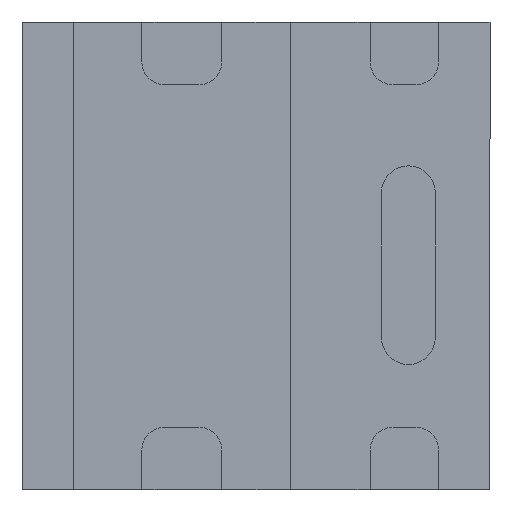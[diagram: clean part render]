
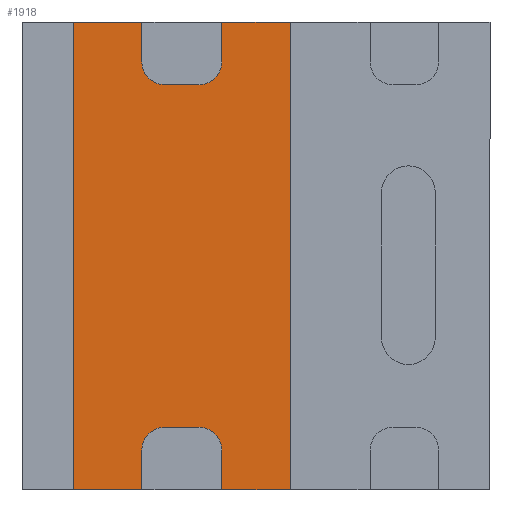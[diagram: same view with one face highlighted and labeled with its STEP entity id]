
A CAD part, front view. The second image highlights one B-rep face of the part: STEP entity #1918.
In plain terms, the highlighted planar face has unit normal (0, -1, 0).
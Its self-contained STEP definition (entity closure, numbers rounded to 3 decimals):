
#72 = CIRCLE ( 'NONE', #2908, 0.1 ) ;
#83 = EDGE_CURVE ( 'NONE', #1917, #2949, #231, .T. ) ;
#140 = DIRECTION ( 'NONE',  ( 0., 0., -1. ) ) ;
#157 = ORIENTED_EDGE ( 'NONE', *, *, #83, .T. ) ;
#179 = VERTEX_POINT ( 'NONE', #1365 ) ;
#184 = LINE ( 'NONE', #946, #833 ) ;
#231 = LINE ( 'NONE', #1088, #1034 ) ;
#232 = CARTESIAN_POINT ( 'NONE',  ( -0.4, -0.025, -0.75 ) ) ;
#281 = VECTOR ( 'NONE', #2289, 1000. ) ;
#320 = CARTESIAN_POINT ( 'NONE',  ( -0.15, -0.025, 0.85 ) ) ;
#330 = ORIENTED_EDGE ( 'NONE', *, *, #3146, .T. ) ;
#335 = LINE ( 'NONE', #654, #2454 ) ;
#356 = EDGE_CURVE ( 'NONE', #2307, #390, #184, .T. ) ;
#378 = CARTESIAN_POINT ( 'NONE',  ( -0.15, -0.025, 1.025 ) ) ;
#390 = VERTEX_POINT ( 'NONE', #3210 ) ;
#400 = EDGE_CURVE ( 'NONE', #626, #814, #335, .T. ) ;
#416 = CARTESIAN_POINT ( 'NONE',  ( -0.4, -0.025, 0.85 ) ) ;
#444 = EDGE_CURVE ( 'NONE', #2271, #2469, #1148, .T. ) ;
#488 = CARTESIAN_POINT ( 'NONE',  ( -0.8, -0.025, 1.025 ) ) ;
#504 = EDGE_CURVE ( 'NONE', #390, #2554, #2796, .T. ) ;
#554 = DIRECTION ( 'NONE',  ( 0., 0., 1. ) ) ;
#590 = ORIENTED_EDGE ( 'NONE', *, *, #444, .T. ) ;
#602 = DIRECTION ( 'NONE',  ( 1., 0., 0. ) ) ;
#604 = CARTESIAN_POINT ( 'NONE',  ( -0.8, -0.025, 1.025 ) ) ;
#616 = DIRECTION ( 'NONE',  ( 0., 1., 0. ) ) ;
#619 = ORIENTED_EDGE ( 'NONE', *, *, #1271, .T. ) ;
#620 = DIRECTION ( 'NONE',  ( 1., 0., 0. ) ) ;
#626 = VERTEX_POINT ( 'NONE', #2396 ) ;
#654 = CARTESIAN_POINT ( 'NONE',  ( -0.5, -0.025, -1.025 ) ) ;
#659 = LINE ( 'NONE', #1334, #1280 ) ;
#664 = LINE ( 'NONE', #320, #281 ) ;
#710 = LINE ( 'NONE', #378, #934 ) ;
#733 = VECTOR ( 'NONE', #2525, 1000. ) ;
#735 = DIRECTION ( 'NONE',  ( -1., 0., 0. ) ) ;
#760 = VECTOR ( 'NONE', #3108, 1000. ) ;
#777 = ORIENTED_EDGE ( 'NONE', *, *, #2341, .T. ) ;
#795 = CARTESIAN_POINT ( 'NONE',  ( -0.4, -0.025, 0.85 ) ) ;
#809 = VERTEX_POINT ( 'NONE', #1299 ) ;
#813 = FACE_OUTER_BOUND ( 'NONE', #1883, .T. ) ;
#814 = VERTEX_POINT ( 'NONE', #2035 ) ;
#833 = VECTOR ( 'NONE', #1670, 1000. ) ;
#895 = ORIENTED_EDGE ( 'NONE', *, *, #1542, .T. ) ;
#934 = VECTOR ( 'NONE', #2885, 1000. ) ;
#946 = CARTESIAN_POINT ( 'NONE',  ( -0.15, -0.025, -1.025 ) ) ;
#999 = CARTESIAN_POINT ( 'NONE',  ( -0.8, -0.025, 1.025 ) ) ;
#1034 = VECTOR ( 'NONE', #554, 1000. ) ;
#1049 = ORIENTED_EDGE ( 'NONE', *, *, #400, .T. ) ;
#1088 = CARTESIAN_POINT ( 'NONE',  ( -0.5, -0.025, 1.025 ) ) ;
#1148 = LINE ( 'NONE', #604, #760 ) ;
#1162 = AXIS2_PLACEMENT_3D ( 'NONE', #1851, #616, #1583 ) ;
#1168 = LINE ( 'NONE', #3117, #2701 ) ;
#1173 = VERTEX_POINT ( 'NONE', #2980 ) ;
#1203 = LINE ( 'NONE', #1599, #2922 ) ;
#1250 = CARTESIAN_POINT ( 'NONE',  ( -0.4, -0.025, 0.75 ) ) ;
#1253 = CIRCLE ( 'NONE', #1453, 0.1 ) ;
#1254 = ORIENTED_EDGE ( 'NONE', *, *, #2975, .T. ) ;
#1271 = EDGE_CURVE ( 'NONE', #2912, #2130, #2057, .T. ) ;
#1280 = VECTOR ( 'NONE', #602, 1000. ) ;
#1299 = CARTESIAN_POINT ( 'NONE',  ( -0.15, -0.025, -0.85 ) ) ;
#1306 = ORIENTED_EDGE ( 'NONE', *, *, #2065, .T. ) ;
#1321 = CARTESIAN_POINT ( 'NONE',  ( -0.5, -0.025, 0.85 ) ) ;
#1330 = EDGE_CURVE ( 'NONE', #1173, #2912, #72, .T. ) ;
#1334 = CARTESIAN_POINT ( 'NONE',  ( -0.8, -0.025, -1.025 ) ) ;
#1335 = ORIENTED_EDGE ( 'NONE', *, *, #504, .T. ) ;
#1340 = AXIS2_PLACEMENT_3D ( 'NONE', #795, #2550, #1549 ) ;
#1354 = ORIENTED_EDGE ( 'NONE', *, *, #3129, .T. ) ;
#1355 = CARTESIAN_POINT ( 'NONE',  ( -0.5, -0.025, 1.025 ) ) ;
#1365 = CARTESIAN_POINT ( 'NONE',  ( -0.25, -0.025, -0.75 ) ) ;
#1389 = DIRECTION ( 'NONE',  ( 0., 0., -1. ) ) ;
#1412 = DIRECTION ( 'NONE',  ( 0., 1., 0. ) ) ;
#1427 = CARTESIAN_POINT ( 'NONE',  ( -0.8, -0.025, -1.025 ) ) ;
#1453 = AXIS2_PLACEMENT_3D ( 'NONE', #416, #1412, #1389 ) ;
#1489 = CARTESIAN_POINT ( 'NONE',  ( -0.15, -0.025, -1.025 ) ) ;
#1535 = ORIENTED_EDGE ( 'NONE', *, *, #1777, .T. ) ;
#1542 = EDGE_CURVE ( 'NONE', #2543, #1173, #664, .T. ) ;
#1549 = DIRECTION ( 'NONE',  ( 0., 0., -1. ) ) ;
#1583 = DIRECTION ( 'NONE',  ( 0., 0., 1. ) ) ;
#1594 = DIRECTION ( 'NONE',  ( 0., 0., 1. ) ) ;
#1599 = CARTESIAN_POINT ( 'NONE',  ( -0.4, -0.025, -0.75 ) ) ;
#1630 = CIRCLE ( 'NONE', #1162, 0.1 ) ;
#1646 = EDGE_CURVE ( 'NONE', #2469, #626, #659, .T. ) ;
#1670 = DIRECTION ( 'NONE',  ( 1., 0., 0. ) ) ;
#1676 = CIRCLE ( 'NONE', #2679, 0.1 ) ;
#1686 = ORIENTED_EDGE ( 'NONE', *, *, #2086, .T. ) ;
#1777 = EDGE_CURVE ( 'NONE', #2130, #1917, #1253, .T. ) ;
#1851 = CARTESIAN_POINT ( 'NONE',  ( -0.25, -0.025, -0.85 ) ) ;
#1883 = EDGE_LOOP ( 'NONE', ( #777, #590, #3021, #1049, #1354, #1254, #330, #1306, #3011, #1335, #1686, #895, #2188, #619, #1535, #157 ) ) ;
#1891 = CARTESIAN_POINT ( 'NONE',  ( -0.15, -0.025, 1.025 ) ) ;
#1917 = VERTEX_POINT ( 'NONE', #1321 ) ;
#1918 = ADVANCED_FACE ( 'NONE', ( #813 ), #2076, .T. ) ;
#2006 = CARTESIAN_POINT ( 'NONE',  ( -0.25, -0.025, 0.85 ) ) ;
#2035 = CARTESIAN_POINT ( 'NONE',  ( -0.5, -0.025, -0.85 ) ) ;
#2040 = LINE ( 'NONE', #488, #2897 ) ;
#2057 = LINE ( 'NONE', #1250, #733 ) ;
#2065 = EDGE_CURVE ( 'NONE', #809, #2307, #1168, .T. ) ;
#2076 = PLANE ( 'NONE',  #1340 ) ;
#2086 = EDGE_CURVE ( 'NONE', #2554, #2543, #710, .T. ) ;
#2130 = VERTEX_POINT ( 'NONE', #3138 ) ;
#2188 = ORIENTED_EDGE ( 'NONE', *, *, #1330, .T. ) ;
#2239 = DIRECTION ( 'NONE',  ( 0., 0., 1. ) ) ;
#2254 = VERTEX_POINT ( 'NONE', #232 ) ;
#2271 = VERTEX_POINT ( 'NONE', #999 ) ;
#2289 = DIRECTION ( 'NONE',  ( 0., 0., -1. ) ) ;
#2307 = VERTEX_POINT ( 'NONE', #1489 ) ;
#2341 = EDGE_CURVE ( 'NONE', #2949, #2271, #2040, .T. ) ;
#2344 = DIRECTION ( 'NONE',  ( 0., 1., 0. ) ) ;
#2396 = CARTESIAN_POINT ( 'NONE',  ( -0.5, -0.025, -1.025 ) ) ;
#2454 = VECTOR ( 'NONE', #2239, 1000. ) ;
#2469 = VERTEX_POINT ( 'NONE', #1427 ) ;
#2515 = DIRECTION ( 'NONE',  ( 0., 0., -1. ) ) ;
#2525 = DIRECTION ( 'NONE',  ( -1., 0., 0. ) ) ;
#2543 = VERTEX_POINT ( 'NONE', #1891 ) ;
#2550 = DIRECTION ( 'NONE',  ( 0., -1., 0. ) ) ;
#2554 = VERTEX_POINT ( 'NONE', #2657 ) ;
#2657 = CARTESIAN_POINT ( 'NONE',  ( 0.15, -0.025, 1.025 ) ) ;
#2679 = AXIS2_PLACEMENT_3D ( 'NONE', #2856, #2344, #1594 ) ;
#2701 = VECTOR ( 'NONE', #140, 1000. ) ;
#2796 = LINE ( 'NONE', #3126, #3024 ) ;
#2817 = CARTESIAN_POINT ( 'NONE',  ( -0.25, -0.025, 0.75 ) ) ;
#2835 = DIRECTION ( 'NONE',  ( 0., 0., 1. ) ) ;
#2856 = CARTESIAN_POINT ( 'NONE',  ( -0.4, -0.025, -0.85 ) ) ;
#2885 = DIRECTION ( 'NONE',  ( -1., 0., 0. ) ) ;
#2897 = VECTOR ( 'NONE', #735, 1000. ) ;
#2908 = AXIS2_PLACEMENT_3D ( 'NONE', #2006, #3028, #2515 ) ;
#2912 = VERTEX_POINT ( 'NONE', #2817 ) ;
#2922 = VECTOR ( 'NONE', #620, 1000. ) ;
#2949 = VERTEX_POINT ( 'NONE', #1355 ) ;
#2975 = EDGE_CURVE ( 'NONE', #2254, #179, #1203, .T. ) ;
#2980 = CARTESIAN_POINT ( 'NONE',  ( -0.15, -0.025, 0.85 ) ) ;
#3011 = ORIENTED_EDGE ( 'NONE', *, *, #356, .T. ) ;
#3021 = ORIENTED_EDGE ( 'NONE', *, *, #1646, .T. ) ;
#3024 = VECTOR ( 'NONE', #2835, 1000. ) ;
#3028 = DIRECTION ( 'NONE',  ( 0., 1., 0. ) ) ;
#3108 = DIRECTION ( 'NONE',  ( 0., 0., -1. ) ) ;
#3117 = CARTESIAN_POINT ( 'NONE',  ( -0.15, -0.025, -0.85 ) ) ;
#3126 = CARTESIAN_POINT ( 'NONE',  ( 0.15, -0.025, 1.025 ) ) ;
#3129 = EDGE_CURVE ( 'NONE', #814, #2254, #1676, .T. ) ;
#3138 = CARTESIAN_POINT ( 'NONE',  ( -0.4, -0.025, 0.75 ) ) ;
#3146 = EDGE_CURVE ( 'NONE', #179, #809, #1630, .T. ) ;
#3210 = CARTESIAN_POINT ( 'NONE',  ( 0.15, -0.025, -1.025 ) ) ;
